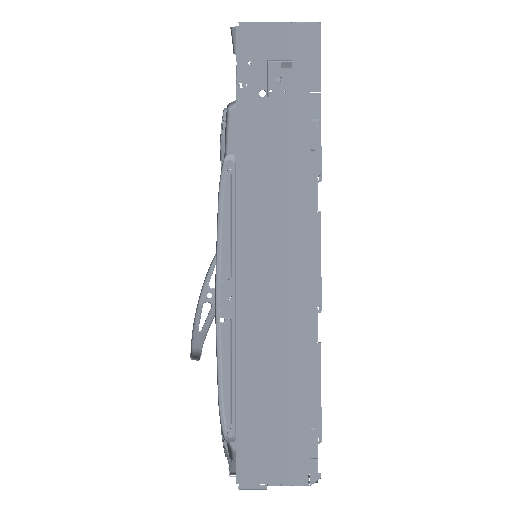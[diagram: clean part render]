
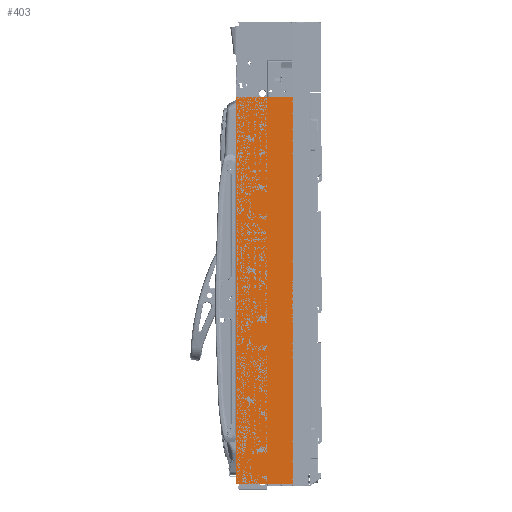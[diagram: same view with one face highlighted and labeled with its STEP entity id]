
A CAD part, left-side view. The second image highlights one B-rep face of the part: STEP entity #403.
In plain terms, the highlighted planar face has unit normal (-1, 0, 0).
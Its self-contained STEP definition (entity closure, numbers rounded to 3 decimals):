
#260=DIRECTION('',(0.,0.,1.));
#261=VECTOR('',#260,547.448);
#262=CARTESIAN_POINT('',(-99.715,623.085,-440.219));
#263=LINE('',#262,#261);
#264=DIRECTION('',(0.,-1.,0.));
#265=VECTOR('',#264,81.079);
#266=CARTESIAN_POINT('',(-99.715,623.085,107.228));
#267=LINE('',#266,#265);
#268=DIRECTION('',(0.,0.,-1.));
#269=VECTOR('',#268,547.448);
#270=CARTESIAN_POINT('',(-99.715,542.006,107.228));
#271=LINE('',#270,#269);
#272=DIRECTION('',(0.,1.,0.));
#273=VECTOR('',#272,81.079);
#274=CARTESIAN_POINT('',(-99.715,542.006,-440.219));
#275=LINE('',#274,#273);
#284=CARTESIAN_POINT('',(-99.715,623.085,-440.219));
#285=CARTESIAN_POINT('',(-99.715,623.085,107.228));
#286=VERTEX_POINT('',#284);
#287=VERTEX_POINT('',#285);
#288=CARTESIAN_POINT('',(-99.715,542.006,107.228));
#289=VERTEX_POINT('',#288);
#290=CARTESIAN_POINT('',(-99.715,542.006,-440.219));
#291=VERTEX_POINT('',#290);
#392=CARTESIAN_POINT('',(-99.715,556.196,218.781));
#393=DIRECTION('',(1.,0.,0.));
#394=DIRECTION('',(0.,0.,-1.));
#395=AXIS2_PLACEMENT_3D('',#392,#393,#394);
#396=PLANE('',#395);
#397=ORIENTED_EDGE('',*,*,#323,.T.);
#398=ORIENTED_EDGE('',*,*,#345,.T.);
#399=ORIENTED_EDGE('',*,*,#366,.T.);
#400=ORIENTED_EDGE('',*,*,#379,.T.);
#401=EDGE_LOOP('',(#397,#398,#399,#400));
#402=FACE_OUTER_BOUND('',#401,.F.);
#323=EDGE_CURVE('',#286,#287,#263,.T.);
#345=EDGE_CURVE('',#287,#289,#267,.T.);
#366=EDGE_CURVE('',#289,#291,#271,.T.);
#379=EDGE_CURVE('',#291,#286,#275,.T.);
#403=ADVANCED_FACE('',(#402),#396,.F.);
